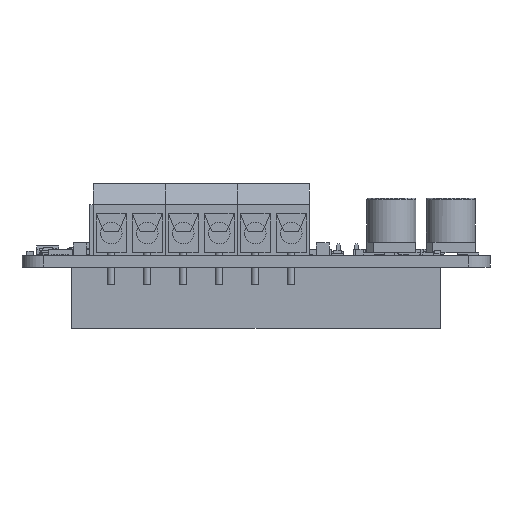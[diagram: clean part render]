
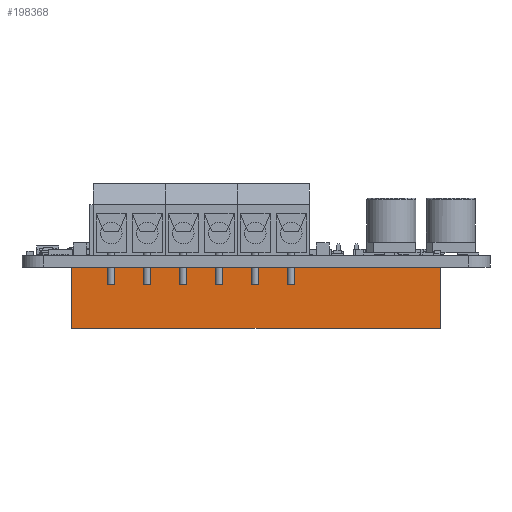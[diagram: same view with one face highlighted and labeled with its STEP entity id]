
A CAD part, front view. The second image highlights one B-rep face of the part: STEP entity #198368.
In plain terms, the highlighted planar face has unit normal (0, -1, 0).
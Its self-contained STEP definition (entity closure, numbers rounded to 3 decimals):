
#3538 = CARTESIAN_POINT ( 'NONE',  ( 7.1, 50.03, 0. ) ) ;
#10546 = EDGE_CURVE ( 'NONE', #88446, #196624, #145181, .T. ) ;
#20324 = DIRECTION ( 'NONE',  ( 1., 0., 0. ) ) ;
#28085 = LINE ( 'NONE', #3538, #195715 ) ;
#45086 = CARTESIAN_POINT ( 'NONE',  ( 58.1, 50.03, 0. ) ) ;
#45750 = DIRECTION ( 'NONE',  ( 0., 0., 1. ) ) ;
#48127 = DIRECTION ( 'NONE',  ( 0., -1., 0. ) ) ;
#74321 = CARTESIAN_POINT ( 'NONE',  ( 58.1, 50.03, -8.5 ) ) ;
#79261 = CARTESIAN_POINT ( 'NONE',  ( 6.9, 50.03, 0. ) ) ;
#88446 = VERTEX_POINT ( 'NONE', #181543 ) ;
#93591 = DIRECTION ( 'NONE',  ( 1., 0., 0. ) ) ;
#100631 = VECTOR ( 'NONE', #158033, 1000. ) ;
#112626 = CARTESIAN_POINT ( 'NONE',  ( 7.1, 50.03, -8.5 ) ) ;
#116455 = LINE ( 'NONE', #74321, #100631 ) ;
#131888 = EDGE_LOOP ( 'NONE', ( #150950, #200032, #147381, #207452 ) ) ;
#145181 = LINE ( 'NONE', #79261, #176741 ) ;
#145369 = EDGE_CURVE ( 'NONE', #189615, #155304, #116455, .T. ) ;
#146982 = CARTESIAN_POINT ( 'NONE',  ( 7.1, 50.03, -8.5 ) ) ;
#147381 = ORIENTED_EDGE ( 'NONE', *, *, #172568, .T. ) ;
#150950 = ORIENTED_EDGE ( 'NONE', *, *, #179407, .F. ) ;
#155304 = VERTEX_POINT ( 'NONE', #193720 ) ;
#156472 = AXIS2_PLACEMENT_3D ( 'NONE', #146982, #48127, #213601 ) ;
#158033 = DIRECTION ( 'NONE',  ( 0., 0., -1. ) ) ;
#164874 = CARTESIAN_POINT ( 'NONE',  ( 6.9, 50.03, 0. ) ) ;
#172568 = EDGE_CURVE ( 'NONE', #88446, #155304, #215241, .T. ) ;
#176741 = VECTOR ( 'NONE', #45750, 1000. ) ;
#178519 = VECTOR ( 'NONE', #93591, 1000. ) ;
#179407 = EDGE_CURVE ( 'NONE', #196624, #189615, #28085, .T. ) ;
#181543 = CARTESIAN_POINT ( 'NONE',  ( 6.9, 50.03, -8.5 ) ) ;
#189615 = VERTEX_POINT ( 'NONE', #45086 ) ;
#193720 = CARTESIAN_POINT ( 'NONE',  ( 58.1, 50.03, -8.5 ) ) ;
#195715 = VECTOR ( 'NONE', #20324, 1000. ) ;
#196624 = VERTEX_POINT ( 'NONE', #164874 ) ;
#198368 = ADVANCED_FACE ( 'NONE', ( #199519 ), #215043, .T. ) ;
#199519 = FACE_OUTER_BOUND ( 'NONE', #131888, .T. ) ;
#200032 = ORIENTED_EDGE ( 'NONE', *, *, #10546, .F. ) ;
#207452 = ORIENTED_EDGE ( 'NONE', *, *, #145369, .F. ) ;
#213601 = DIRECTION ( 'NONE',  ( 0., 0., -1. ) ) ;
#215043 = PLANE ( 'NONE',  #156472 ) ;
#215241 = LINE ( 'NONE', #112626, #178519 ) ;
